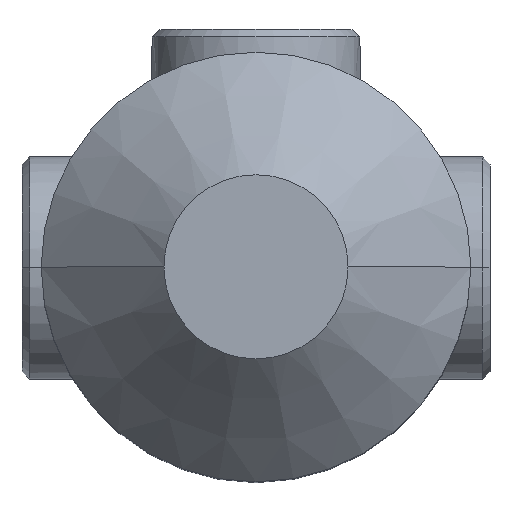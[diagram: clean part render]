
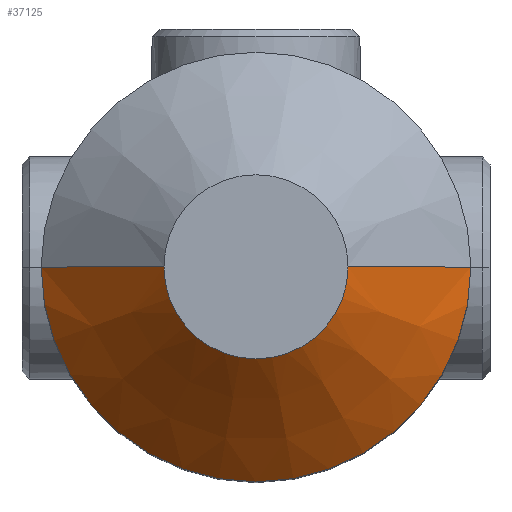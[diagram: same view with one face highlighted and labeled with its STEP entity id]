
A CAD part, top view. The second image highlights one B-rep face of the part: STEP entity #37125.
In plain terms, the highlighted conical face has half-angle 45 degrees and reference radius 20 mm.
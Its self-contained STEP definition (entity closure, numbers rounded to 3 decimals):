
#36876=DIRECTION('',(0.707,0.,0.707));
#36877=VECTOR('',#36876,22.627);
#36878=CARTESIAN_POINT('',(-28.,0.,81.));
#36879=LINE('',#36878,#36877);
#36880=DIRECTION('',(-0.707,0.,0.707));
#36881=VECTOR('',#36880,22.627);
#36882=CARTESIAN_POINT('',(28.,0.,81.));
#36883=LINE('',#36882,#36881);
#36884=CARTESIAN_POINT('',(0.,0.,81.));
#36885=DIRECTION('',(0.,0.,1.));
#36886=DIRECTION('',(-1.,0.,0.));
#36887=AXIS2_PLACEMENT_3D('',#36884,#36885,#36886);
#36889=CARTESIAN_POINT('',(0.,0.,97.));
#36890=DIRECTION('',(0.,0.,1.));
#36891=DIRECTION('',(-1.,0.,0.));
#36892=AXIS2_PLACEMENT_3D('',#36889,#36890,#36891);
#36900=CARTESIAN_POINT('',(-28.,0.,81.));
#36902=VERTEX_POINT('',#36900);
#36903=CARTESIAN_POINT('',(-12.,0.,97.));
#36904=VERTEX_POINT('',#36903);
#36912=CARTESIAN_POINT('',(28.,0.,81.));
#36914=VERTEX_POINT('',#36912);
#36915=CARTESIAN_POINT('',(12.,0.,97.));
#36916=VERTEX_POINT('',#36915);
#37113=CARTESIAN_POINT('',(0.,0.,89.));
#37114=DIRECTION('',(0.,0.,-1.));
#37115=DIRECTION('',(1.,0.,0.));
#37116=AXIS2_PLACEMENT_3D('',#37113,#37114,#37115);
#37117=CONICAL_SURFACE('',#37116,20.,45.);
#37118=ORIENTED_EDGE('',*,*,#37096,.T.);
#37120=ORIENTED_EDGE('',*,*,#37119,.T.);
#37121=ORIENTED_EDGE('',*,*,#37099,.F.);
#37122=ORIENTED_EDGE('',*,*,#37056,.F.);
#37123=EDGE_LOOP('',(#37118,#37120,#37121,#37122));
#37124=FACE_OUTER_BOUND('',#37123,.F.);
#37125=ADVANCED_FACE('',(#37124),#37117,.T.);
#36888=CIRCLE('',#36887,28.);
#36893=CIRCLE('',#36892,12.);
#37056=EDGE_CURVE('',#36902,#36914,#36888,.T.);
#37096=EDGE_CURVE('',#36902,#36904,#36879,.T.);
#37099=EDGE_CURVE('',#36914,#36916,#36883,.T.);
#37119=EDGE_CURVE('',#36904,#36916,#36893,.T.);
